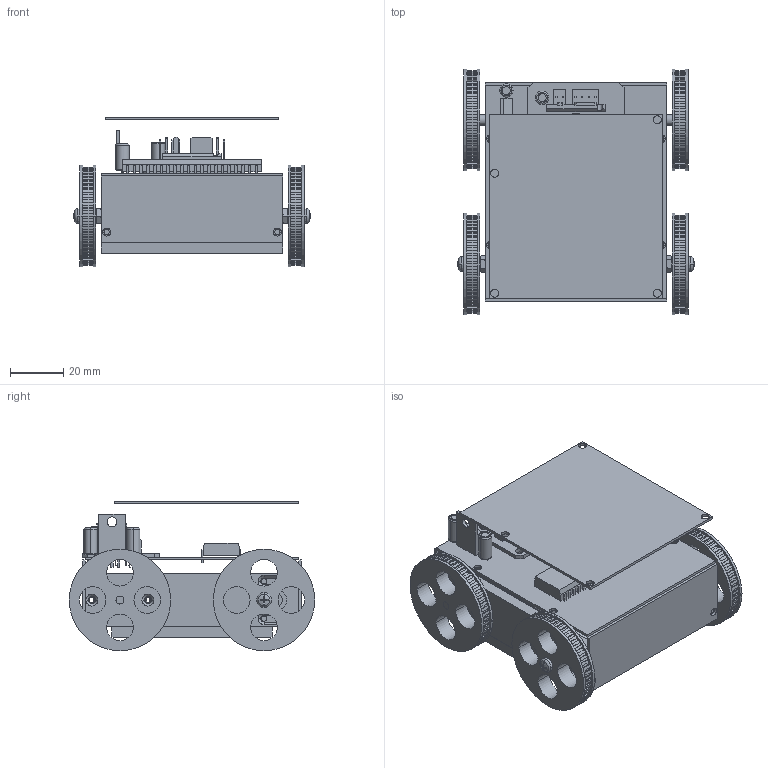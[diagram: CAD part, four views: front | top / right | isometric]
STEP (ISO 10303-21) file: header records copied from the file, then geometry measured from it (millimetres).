
FILE_DESCRIPTION((''),'2;1');
FILE_NAME('Drawing1.stp','2005-07-21T10:47:41',(''),(''),'AutoCAD STEP 2000i','AutoCAD 2000i',', , ');
FILE_SCHEMA(('CONFIG_CONTROL_DESIGN'));
Length unit declared in the file: millimetre
Products named in the file (26): DRAWING1; MODEL 02; DC_MOTOR; ELEC_BA6208; ELEC_CAPACITOR_10UF; ELEC_CAPACITOR_104; ELEC_CONNECTOR_2PIN; ELEC_CONNECTOR_4PIN; ELEC_PCB_MR-RM02; ELEC_LM7805; ELEC_BATTERY_6F22; WALL_WEST; DEEP GROOVE BALL BEARING - KS B 2023 - 683  - 3 X 7 X 2; WALL_NORTH_WEST; ELEC_PCB_3519; ELEC_BATTERY_SOCKET; ELEC_PCB_MAIN; PULLEY_56_MXL; ELEC_AT90S8515_DIP; RECESSED PAN HEAD SCREW - ISO 7045 - M3 X 30 - 4.8 - H; HEX NUT - KS B 1012 - M3; ENCODER; ELEC_PCB_NORTH; ELEC_PCB_ENCODER; WALL_BOTTOM_NEW; WALL_BOTTOM_CAP_NEW
Assembly tree (48 placements, depth 3):
  DRAWING1
    MODEL 02
      DC_MOTOR  x2
      ELEC_BA6208  x2
      ELEC_CAPACITOR_10UF  x3
      ELEC_CAPACITOR_104  x2
      ELEC_CONNECTOR_2PIN  x3
      ELEC_CONNECTOR_4PIN
      ELEC_PCB_MR-RM02
      ELEC_LM7805
      ELEC_BATTERY_6F22
      WALL_WEST  x2
      DEEP GROOVE BALL BEARING - KS B 2023 - 683  - 3 X 7 X 2  x4
      WALL_NORTH_WEST  x2
      ELEC_PCB_3519
      ELEC_BATTERY_SOCKET
      ELEC_PCB_MAIN
      PULLEY_56_MXL  x4
      ELEC_AT90S8515_DIP
      RECESSED PAN HEAD SCREW - ISO 7045 - M3 X 30 - 4.8 - H  x2
      HEX NUT - KS B 1012 - M3  x6
      ENCODER  x2
      ELEC_PCB_NORTH  x2
      ELEC_PCB_ENCODER
      WALL_BOTTOM_NEW
      WALL_BOTTOM_CAP_NEW
Bounding box: 88.78 x 92 x 56 mm (x, y, z)
Volume: 106397 mm3; surface area: 88164.1 mm2
Topology: 47 solids, 51 shells, 2776 faces, 7420 edges, 4824 vertices
Faces by surface type: plane 1470, cylinder 1074, cone 96, torus 60, bspline 56, sphere 20
Entity records: 41530 total; most frequent: CARTESIAN_POINT 8021, DIRECTION 7009, ORIENTED_EDGE 6766, EDGE_CURVE 3383, AXIS2_PLACEMENT_3D 2341, VECTOR 2327, LINE 2327, VERTEX_POINT 2189
